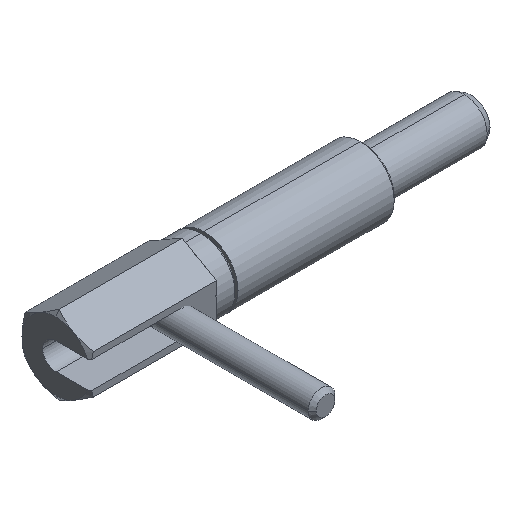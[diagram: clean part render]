
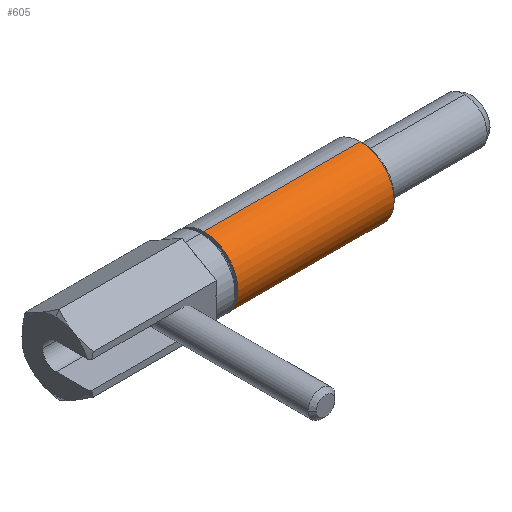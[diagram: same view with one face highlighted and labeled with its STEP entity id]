
A CAD part, isometric view. The second image highlights one B-rep face of the part: STEP entity #605.
In plain terms, the highlighted cylindrical face has radius 6 mm (diameter 12 mm), a partial arc.
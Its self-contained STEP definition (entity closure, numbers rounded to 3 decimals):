
#451=VERTEX_POINT('',#1004);
#479=EDGE_CURVE('',#495,#591,#1035,.T.);
#495=VERTEX_POINT('',#1053);
#537=EDGE_CURVE('',#495,#615,#1101,.T.);
#591=VERTEX_POINT('',#1159);
#605=ADVANCED_FACE('',(#1175),#1176,.T.);
#609=EDGE_CURVE('',#451,#615,#1180,.T.);
#615=VERTEX_POINT('',#1186);
#715=EDGE_CURVE('',#591,#451,#1297,.T.);
#1004=CARTESIAN_POINT('',(-0.541,0.,-6.0));
#1035=LINE('',#1719,#1720);
#1053=CARTESIAN_POINT('',(-28.0,0.,6.0));
#1101=CIRCLE('',#1836,6.0);
#1159=CARTESIAN_POINT('',(-0.541,0.,6.0));
#1175=FACE_OUTER_BOUND('',#1947,.T.);
#1176=CYLINDRICAL_SURFACE('',#1948,6.0);
#1180=LINE('',#1953,#1954);
#1186=CARTESIAN_POINT('',(-28.0,0.,-6.0));
#1297=CIRCLE('',#2116,6.0);
#1719=CARTESIAN_POINT('',(-14.271,0.,6.0));
#1720=VECTOR('',#2590,1.0);
#1836=AXIS2_PLACEMENT_3D('',#2668,#2669,#2670);
#1947=EDGE_LOOP('',(#2759,#2760,#2761,#2762));
#1948=AXIS2_PLACEMENT_3D('',#2763,#2764,#2765);
#1953=CARTESIAN_POINT('',(-14.271,0.,-6.0));
#1954=VECTOR('',#2766,1.0);
#2116=AXIS2_PLACEMENT_3D('',#2901,#2902,#2903);
#2590=DIRECTION('',(1.0,0.0,0.0));
#2668=CARTESIAN_POINT('',(-28.0,0.0,0.0));
#2669=DIRECTION('',(1.0,0.0,-0.0));
#2670=DIRECTION('',(0.0,0.,1.0));
#2759=ORIENTED_EDGE('',*,*,#479,.F.);
#2760=ORIENTED_EDGE('',*,*,#537,.T.);
#2761=ORIENTED_EDGE('',*,*,#609,.F.);
#2762=ORIENTED_EDGE('',*,*,#715,.F.);
#2763=CARTESIAN_POINT('',(-14.271,0.0,0.0));
#2764=DIRECTION('',(-1.0,-0.0,0.0));
#2765=DIRECTION('',(0.0,0.,1.0));
#2766=DIRECTION('',(-1.0,-0.0,-0.0));
#2901=CARTESIAN_POINT('',(-0.541,0.0,0.0));
#2902=DIRECTION('',(1.0,0.0,-0.0));
#2903=DIRECTION('',(0.0,0.,1.0));
